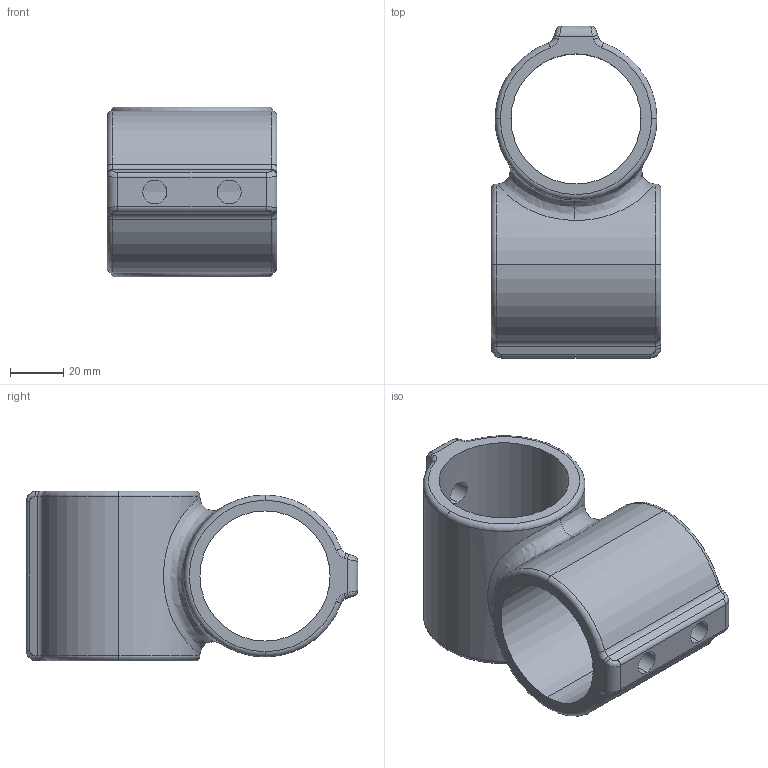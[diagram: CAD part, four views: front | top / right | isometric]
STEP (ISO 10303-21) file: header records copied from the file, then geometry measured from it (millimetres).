
FILE_DESCRIPTION (( 'STEP AP203' ), '1' );
FILE_NAME ('T194012.STEP', '2018-07-10T14:31:58', ( '' ), ( '' ), 'SwSTEP 2.0', 'SolidWorks 2016', '' );
FILE_SCHEMA (( 'CONFIG_CONTROL_DESIGN' ));
Length unit declared in the file: millimetre
Products named in the file (1): T194012
Bounding box: 64 x 125 x 64 mm (x, y, z)
Volume: 139867.3 mm3; surface area: 45701.2 mm2
Topology: 1 solids, 1 shells, 78 faces, 182 edges, 108 vertices
Faces by surface type: cylinder 38, torus 20, bspline 10, plane 10
Entity records: 3465 total; most frequent: CARTESIAN_POINT 1621, DIRECTION 390, ORIENTED_EDGE 364, EDGE_CURVE 182, AXIS2_PLACEMENT_3D 167, VERTEX_POINT 108, CIRCLE 98, EDGE_LOOP 92
